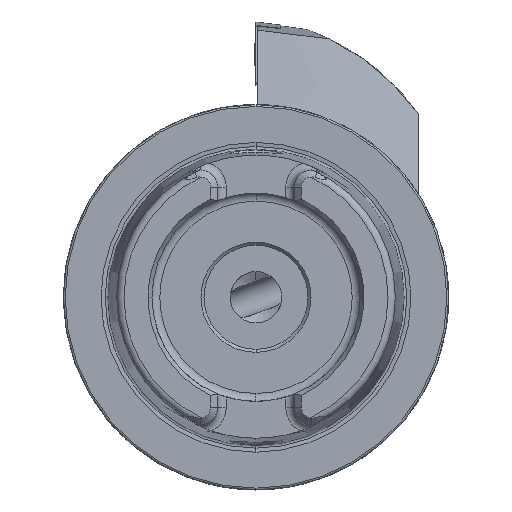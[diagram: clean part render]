
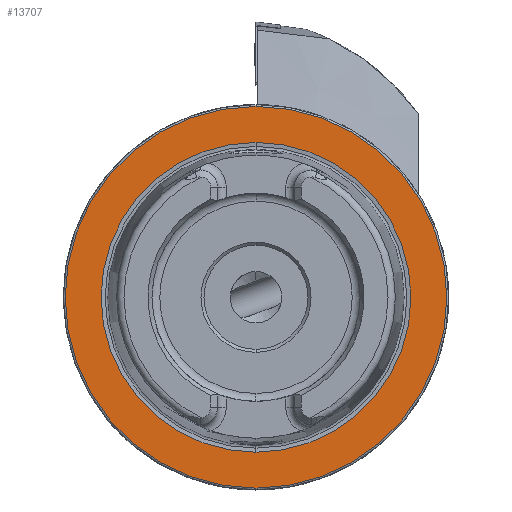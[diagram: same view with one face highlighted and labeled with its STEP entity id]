
A CAD part, left-side view. The second image highlights one B-rep face of the part: STEP entity #13707.
In plain terms, the highlighted planar face has unit normal (-1, 0, 0).
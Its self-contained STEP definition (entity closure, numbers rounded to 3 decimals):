
#264 = ORIENTED_EDGE ( 'NONE', *, *, #10257, .T. ) ;
#448 = CIRCLE ( 'NONE', #9366, 25.324 ) ;
#534 = CIRCLE ( 'NONE', #13900, 31.2 ) ;
#608 = CARTESIAN_POINT ( 'NONE',  ( 0., 31.2, 0. ) ) ;
#1451 = DIRECTION ( 'NONE',  ( 0., 0., 1. ) ) ;
#1719 = PLANE ( 'NONE',  #14630 ) ;
#2296 = EDGE_LOOP ( 'NONE', ( #6127, #8180 ) ) ;
#2620 = EDGE_LOOP ( 'NONE', ( #15093, #264 ) ) ;
#3751 = DIRECTION ( 'NONE',  ( -1., 0., 0. ) ) ;
#4121 = DIRECTION ( 'NONE',  ( 0., 0., 1. ) ) ;
#4235 = DIRECTION ( 'NONE',  ( -1., 0., 0. ) ) ;
#4831 = FACE_OUTER_BOUND ( 'NONE', #2620, .T. ) ;
#5419 = DIRECTION ( 'NONE',  ( -1., 0., 0. ) ) ;
#5583 = DIRECTION ( 'NONE',  ( 0., 0., 1. ) ) ;
#6127 = ORIENTED_EDGE ( 'NONE', *, *, #16431, .F. ) ;
#6787 = VERTEX_POINT ( 'NONE', #13218 ) ;
#7728 = DIRECTION ( 'NONE',  ( 0., 0., 1. ) ) ;
#8080 = DIRECTION ( 'NONE',  ( 0., 0., -1. ) ) ;
#8158 = VERTEX_POINT ( 'NONE', #8779 ) ;
#8180 = ORIENTED_EDGE ( 'NONE', *, *, #8268, .F. ) ;
#8251 = DIRECTION ( 'NONE',  ( 1., 0., 0. ) ) ;
#8268 = EDGE_CURVE ( 'NONE', #14540, #8158, #448, .T. ) ;
#8779 = CARTESIAN_POINT ( 'NONE',  ( 0., 0., 25.324 ) ) ;
#9366 = AXIS2_PLACEMENT_3D ( 'NONE', #15373, #3751, #7728 ) ;
#10102 = CIRCLE ( 'NONE', #11874, 31.2 ) ;
#10172 = CARTESIAN_POINT ( 'NONE',  ( 0., 0., -31.2 ) ) ;
#10257 = EDGE_CURVE ( 'NONE', #15509, #6787, #534, .T. ) ;
#10795 = EDGE_CURVE ( 'NONE', #6787, #15509, #10102, .T. ) ;
#11824 = CARTESIAN_POINT ( 'NONE',  ( 0., 0., 0. ) ) ;
#11874 = AXIS2_PLACEMENT_3D ( 'NONE', #11824, #15715, #4121 ) ;
#11905 = CARTESIAN_POINT ( 'NONE',  ( 0., 0., 0. ) ) ;
#11960 = CARTESIAN_POINT ( 'NONE',  ( 0., 0., 0. ) ) ;
#12216 = AXIS2_PLACEMENT_3D ( 'NONE', #11960, #4235, #5583 ) ;
#13218 = CARTESIAN_POINT ( 'NONE',  ( 0., 0., 31.2 ) ) ;
#13707 = ADVANCED_FACE ( 'NONE', ( #14412, #4831 ), #1719, .F. ) ;
#13900 = AXIS2_PLACEMENT_3D ( 'NONE', #11905, #5419, #1451 ) ;
#14316 = CIRCLE ( 'NONE', #12216, 25.324 ) ;
#14412 = FACE_BOUND ( 'NONE', #2296, .T. ) ;
#14540 = VERTEX_POINT ( 'NONE', #16324 ) ;
#14630 = AXIS2_PLACEMENT_3D ( 'NONE', #608, #8251, #8080 ) ;
#15093 = ORIENTED_EDGE ( 'NONE', *, *, #10795, .T. ) ;
#15373 = CARTESIAN_POINT ( 'NONE',  ( 0., 0., 0. ) ) ;
#15509 = VERTEX_POINT ( 'NONE', #10172 ) ;
#15715 = DIRECTION ( 'NONE',  ( -1., 0., 0. ) ) ;
#16324 = CARTESIAN_POINT ( 'NONE',  ( 0., 0., -25.324 ) ) ;
#16431 = EDGE_CURVE ( 'NONE', #8158, #14540, #14316, .T. ) ;
